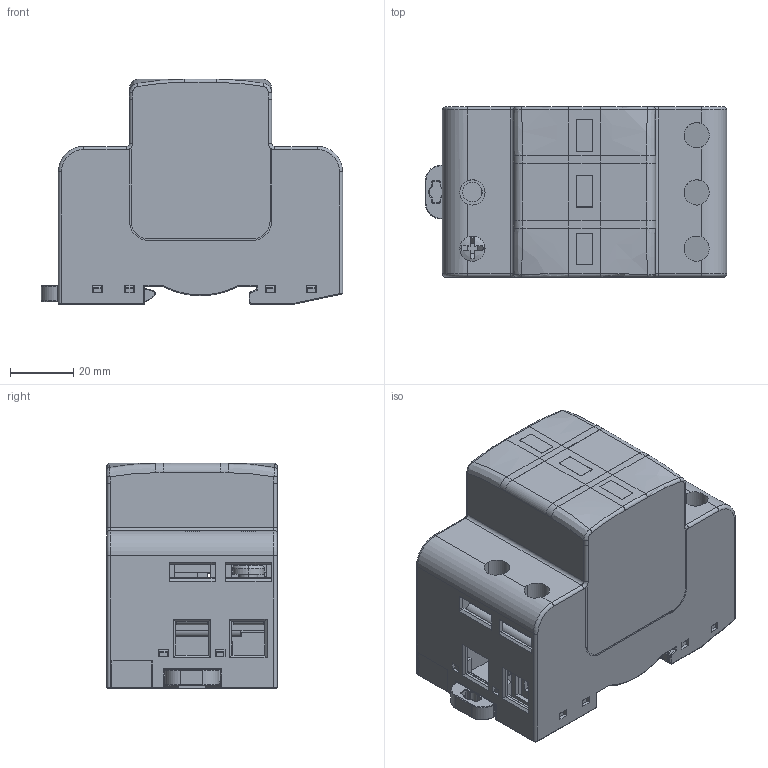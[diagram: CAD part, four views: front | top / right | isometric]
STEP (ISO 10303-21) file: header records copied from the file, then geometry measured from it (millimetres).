
FILE_DESCRIPTION((''),'2;1');
FILE_NAME('560015_PROBLOC_B_375_3P0_150__ASM','2018-08-28T08:42:38',('teo.ivanusa'),('Audax d.o.o.'),'CREO PARAMETRIC BY PTC INC, 2017260','CREO PARAMETRIC BY PTC INC, 2017260','');
FILE_SCHEMA(('AP242_MANAGED_MODEL_BASED_3D_ENGINEERING_MIM_LF { 1 0 10303 442 1 1 4 }'));
Products named in the file (22): LECKA_BUHTEL_; RC_ZENSKA_WM_; KABEL_CRN_RC_1_; KABEL_CRN_RC_2_; KABEL_CRN_RC_3_; RC_WM_SESTAV__ASM; TIV_2TE_; MIKRO-STIKALO_; REPEK__; MIKRO-STIKALO_TACKA_SESTAV___ASM; TIV_3TE_; SES_TIV_3TE_3MS__ASM; 560000002_PRBLB_PODN_3TE_3P0_; 560000009_PRBLB_POK_3TE_RC_; 560000008_PRBLB_POK_3TE_; 560000108_PRBLB_KON_OZM_3P0_; 521000502_VIJAK_M6X12_; ZASKOCKA_PLASTICNA_V11_; VZMET_VSKOCKE_; KONTAKT_OZEMLJITVENI_3_0_ASM_2__ASM; 08_KONTAKT__OZEMLJITVENI_3_0__ASM; 560015_PROBLOC_B_375_3P0_150__ASM
Assembly tree (25 placements, depth 4):
  560015_PROBLOC_B_375_3P0_150__ASM
    LECKA_BUHTEL_  x3
    RC_WM_SESTAV__ASM
      RC_ZENSKA_WM_
      KABEL_CRN_RC_1_
      KABEL_CRN_RC_2_
      KABEL_CRN_RC_3_
    SES_TIV_3TE_3MS__ASM
      TIV_2TE_
      MIKRO-STIKALO_TACKA_SESTAV___ASM  x3
        MIKRO-STIKALO_
        REPEK__
      TIV_3TE_
    560000002_PRBLB_PODN_3TE_3P0_
    560000009_PRBLB_POK_3TE_RC_
    560000008_PRBLB_POK_3TE_
    560000108_PRBLB_KON_OZM_3P0_
    521000502_VIJAK_M6X12_
    ZASKOCKA_PLASTICNA_V11_
    VZMET_VSKOCKE_
    08_KONTAKT__OZEMLJITVENI_3_0__ASM
      KONTAKT_OZEMLJITVENI_3_0_ASM_2__ASM
Bounding box: 95.4 x 53.9 x 71.39 mm (x, y, z)
Volume: 113070.2 mm3; surface area: 149795.7 mm2
Topology: 22 solids, 22 shells, 4320 faces, 11623 edges, 7439 vertices
Faces by surface type: plane 2206, cylinder 1344, torus 288, sphere 219, bspline 168, cone 55, extrusion 36, revolution 4
Entity records: 180710 total; most frequent: CARTESIAN_POINT 41232, ORIENTED_EDGE 21380, DIRECTION 21296, PRESENTATION_STYLE_ASSIGNMENT 11042, STYLED_ITEM 10899, CURVE_STYLE 10841, EDGE_CURVE 10690, AXIS2_PLACEMENT_3D 7158
